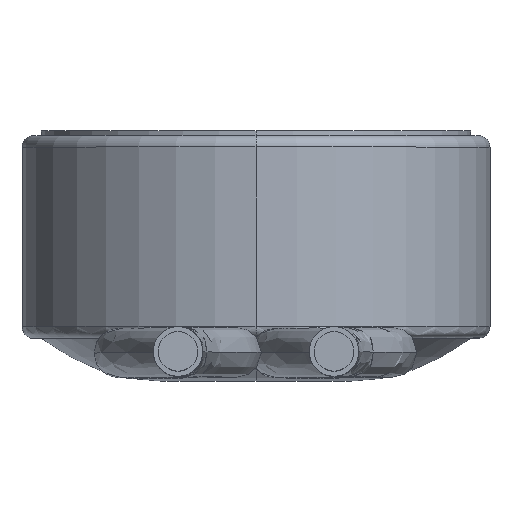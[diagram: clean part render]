
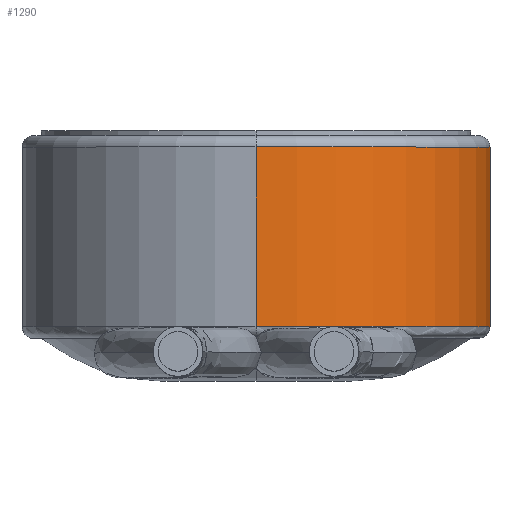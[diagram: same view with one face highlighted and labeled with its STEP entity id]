
A CAD part, top view. The second image highlights one B-rep face of the part: STEP entity #1290.
In plain terms, the highlighted cylindrical face has radius 3 mm (diameter 6 mm), a partial arc.
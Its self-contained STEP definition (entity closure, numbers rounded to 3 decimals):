
#167 = CARTESIAN_POINT ( 'NONE',  ( 0., 0.15, -3. ) ) ;
#168 = VERTEX_POINT ( 'NONE', #1860 ) ;
#217 = ORIENTED_EDGE ( 'NONE', *, *, #607, .T. ) ;
#270 = VERTEX_POINT ( 'NONE', #1678 ) ;
#340 = ORIENTED_EDGE ( 'NONE', *, *, #1658, .F. ) ;
#440 = AXIS2_PLACEMENT_3D ( 'NONE', #703, #2098, #889 ) ;
#607 = EDGE_CURVE ( 'NONE', #270, #1974, #1365, .T. ) ;
#703 = CARTESIAN_POINT ( 'NONE',  ( 0., 2.45, 0. ) ) ;
#807 = CARTESIAN_POINT ( 'NONE',  ( 0., 0., -3. ) ) ;
#837 = CIRCLE ( 'NONE', #440, 3. ) ;
#871 = EDGE_LOOP ( 'NONE', ( #2379, #217, #340, #1393 ) ) ;
#889 = DIRECTION ( 'NONE',  ( 0., 0., -1. ) ) ;
#896 = CARTESIAN_POINT ( 'NONE',  ( 0., 0.15, 3. ) ) ;
#1001 = EDGE_CURVE ( 'NONE', #168, #1459, #1257, .T. ) ;
#1007 = CARTESIAN_POINT ( 'NONE',  ( 0., 0.15, 0. ) ) ;
#1193 = CIRCLE ( 'NONE', #1426, 3. ) ;
#1204 = DIRECTION ( 'NONE',  ( 0., 0., -1. ) ) ;
#1232 = VECTOR ( 'NONE', #1812, 1000. ) ;
#1257 = LINE ( 'NONE', #807, #1232 ) ;
#1290 = ADVANCED_FACE ( 'NONE', ( #1968 ), #2228, .T. ) ;
#1330 = AXIS2_PLACEMENT_3D ( 'NONE', #2556, #2169, #2549 ) ;
#1365 = LINE ( 'NONE', #1600, #1833 ) ;
#1393 = ORIENTED_EDGE ( 'NONE', *, *, #1001, .F. ) ;
#1426 = AXIS2_PLACEMENT_3D ( 'NONE', #1007, #2388, #1204 ) ;
#1459 = VERTEX_POINT ( 'NONE', #167 ) ;
#1600 = CARTESIAN_POINT ( 'NONE',  ( 0., 0., 3. ) ) ;
#1658 = EDGE_CURVE ( 'NONE', #1459, #1974, #1193, .T. ) ;
#1678 = CARTESIAN_POINT ( 'NONE',  ( 0., 2.45, 3. ) ) ;
#1782 = EDGE_CURVE ( 'NONE', #168, #270, #837, .T. ) ;
#1812 = DIRECTION ( 'NONE',  ( 0., -1., 0. ) ) ;
#1833 = VECTOR ( 'NONE', #1994, 1000. ) ;
#1860 = CARTESIAN_POINT ( 'NONE',  ( 0., 2.45, -3. ) ) ;
#1968 = FACE_OUTER_BOUND ( 'NONE', #871, .T. ) ;
#1974 = VERTEX_POINT ( 'NONE', #896 ) ;
#1994 = DIRECTION ( 'NONE',  ( 0., -1., 0. ) ) ;
#2098 = DIRECTION ( 'NONE',  ( 0., -1., 0. ) ) ;
#2169 = DIRECTION ( 'NONE',  ( 0., -1., 0. ) ) ;
#2228 = CYLINDRICAL_SURFACE ( 'NONE', #1330, 3. ) ;
#2379 = ORIENTED_EDGE ( 'NONE', *, *, #1782, .T. ) ;
#2388 = DIRECTION ( 'NONE',  ( 0., -1., 0. ) ) ;
#2549 = DIRECTION ( 'NONE',  ( 0., 0., -1. ) ) ;
#2556 = CARTESIAN_POINT ( 'NONE',  ( 0., 0., 0. ) ) ;
